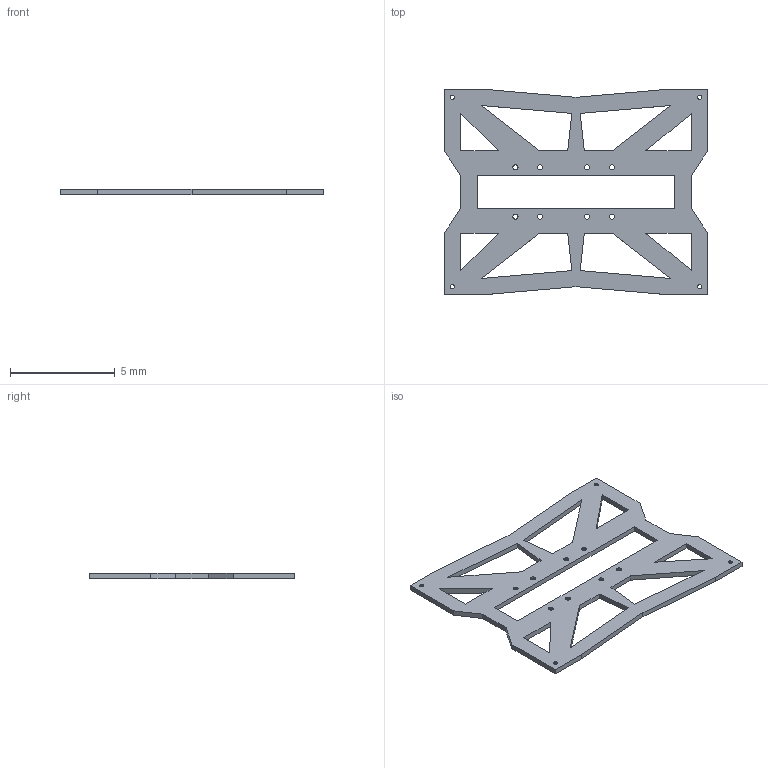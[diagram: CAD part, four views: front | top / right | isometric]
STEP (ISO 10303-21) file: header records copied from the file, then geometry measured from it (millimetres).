
FILE_DESCRIPTION(/* description */ (''),/* implementation_level */ '2;1');
FILE_NAME(/* name */ 'GM_Yplate.step',/* time_stamp */ '2023-10-08T10:06:24-07:00',/* author */ (''),/* organization */ (''),/* preprocessor_version */ 'ST-DEVELOPER v20',/* originating_system */ 'Autodesk Translation Framework v12.14.0.127',/* authorisation */ '');
FILE_SCHEMA (('AUTOMOTIVE_DESIGN { 1 0 10303 214 3 1 1 }'));
Length unit declared in the file: millimetre
Products named in the file (1): Yplate
Bounding box: 12.6 x 9.84 x 0.25 mm (x, y, z)
Volume: 18.1 mm3; surface area: 181 mm2
Topology: 1 solids, 1 shells, 340 faces, 1014 edges, 676 vertices
Faces by surface type: plane 340
Entity records: 11295 total; most frequent: CARTESIAN_POINT 2031, ORIENTED_EDGE 2028, DIRECTION 1696, LINE 1014, VECTOR 1014, EDGE_CURVE 1014, VERTEX_POINT 676, EDGE_LOOP 382
